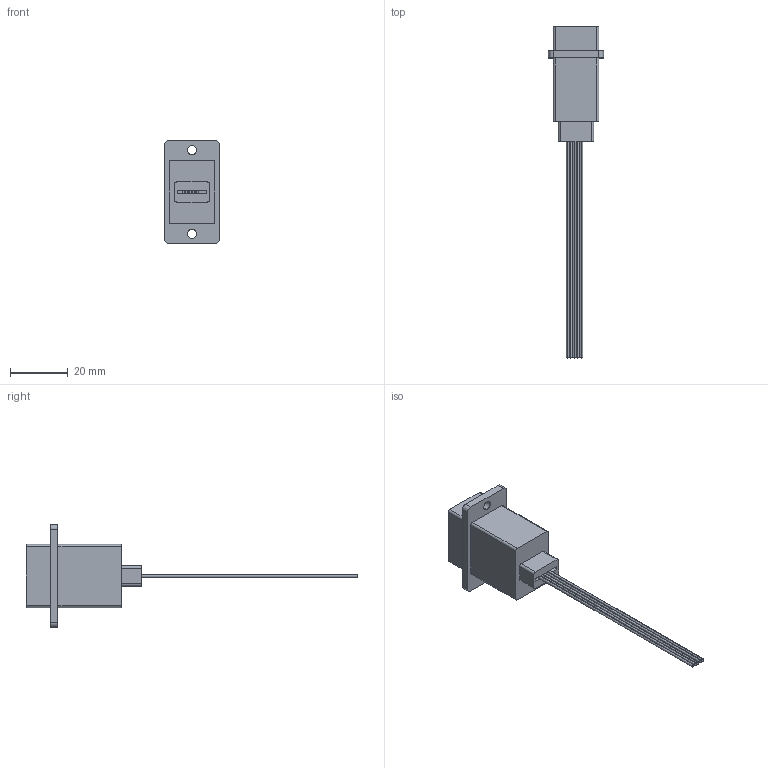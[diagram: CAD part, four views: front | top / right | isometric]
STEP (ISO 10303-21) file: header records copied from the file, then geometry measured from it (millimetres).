
FILE_DESCRIPTION (( 'STEP AP203' ), '1' );
FILE_NAME ('ECJ504-UA.STEP', '2006-06-30T19:14:56', ( ' ' ), ( ' ' ), 'SwSTEP 2.0', 'SolidWorks 2005354', '' );
FILE_SCHEMA (( 'CONFIG_CONTROL_DESIGN' ));
Length unit declared in the file: inch
Products named in the file (1): ECJ504-UA
Bounding box: 19.05 x 114.81 x 35.56 mm (x, y, z)
Volume: 12528.7 mm3; surface area: 6828 mm2
Topology: 1 solids, 1 shells, 259 faces, 663 edges, 442 vertices
Faces by surface type: plane 168, cylinder 72, bspline 19
Entity records: 9740 total; most frequent: CARTESIAN_POINT 3330, ORIENTED_EDGE 1326, DIRECTION 1251, EDGE_CURVE 663, VECTOR 481, LINE 481, VERTEX_POINT 442, AXIS2_PLACEMENT_3D 385
